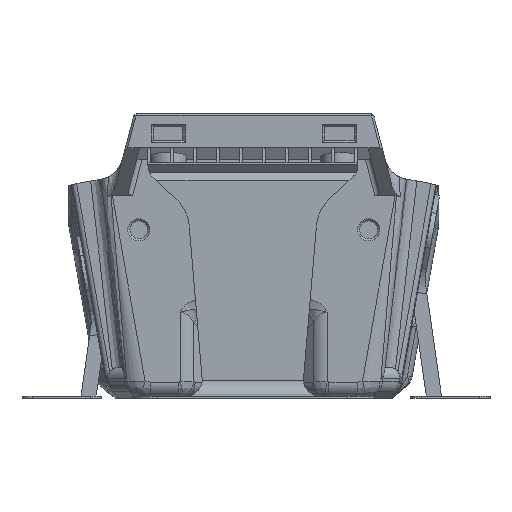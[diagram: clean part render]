
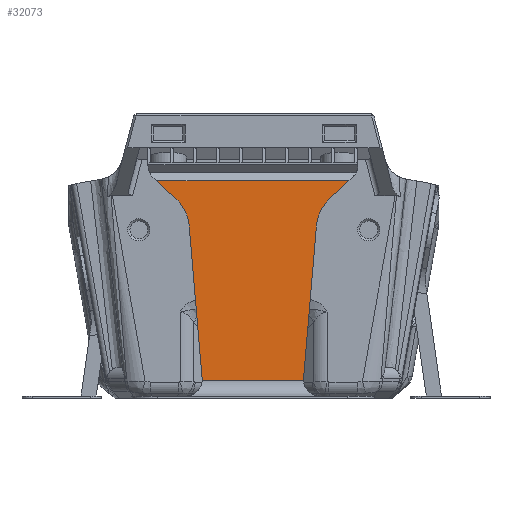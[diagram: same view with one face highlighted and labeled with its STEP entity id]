
A CAD part, front view. The second image highlights one B-rep face of the part: STEP entity #32073.
In plain terms, the highlighted planar face has unit normal (0, -1, 0).
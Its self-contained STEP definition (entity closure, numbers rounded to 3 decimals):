
#1936=CIRCLE('',#34756,3.);
#1937=CIRCLE('',#34757,3.);
#1938=CIRCLE('',#34758,8.);
#1939=CIRCLE('',#34759,8.);
#11078=ORIENTED_EDGE('',*,*,#16520,.T.);
#11079=ORIENTED_EDGE('',*,*,#16521,.T.);
#11080=ORIENTED_EDGE('',*,*,#16522,.T.);
#11081=ORIENTED_EDGE('',*,*,#16518,.F.);
#11082=ORIENTED_EDGE('',*,*,#16523,.T.);
#11083=ORIENTED_EDGE('',*,*,#16524,.T.);
#11084=ORIENTED_EDGE('',*,*,#16525,.F.);
#11085=ORIENTED_EDGE('',*,*,#16526,.F.);
#11086=ORIENTED_EDGE('',*,*,#16527,.T.);
#11087=ORIENTED_EDGE('',*,*,#16528,.T.);
#16518=EDGE_CURVE('',#19797,#19798,#22430,.T.);
#16520=EDGE_CURVE('',#19799,#19800,#1936,.T.);
#16521=EDGE_CURVE('',#19800,#19801,#22432,.F.);
#16522=EDGE_CURVE('',#19801,#19798,#1937,.T.);
#16523=EDGE_CURVE('',#19797,#19802,#1938,.T.);
#16524=EDGE_CURVE('',#19802,#19803,#22433,.T.);
#16525=EDGE_CURVE('',#19804,#19803,#22434,.T.);
#16526=EDGE_CURVE('',#19805,#19804,#22435,.T.);
#16527=EDGE_CURVE('',#19805,#19806,#1939,.T.);
#16528=EDGE_CURVE('',#19806,#19799,#22436,.T.);
#19797=VERTEX_POINT('',#61548);
#19798=VERTEX_POINT('',#61550);
#19799=VERTEX_POINT('',#61554);
#19800=VERTEX_POINT('',#61555);
#19801=VERTEX_POINT('',#61557);
#19802=VERTEX_POINT('',#61560);
#19803=VERTEX_POINT('',#61562);
#19804=VERTEX_POINT('',#61564);
#19805=VERTEX_POINT('',#61566);
#19806=VERTEX_POINT('',#61568);
#22430=LINE('',#61549,#25165);
#22432=LINE('',#61556,#25167);
#22433=LINE('',#61561,#25168);
#22434=LINE('',#61563,#25169);
#22435=LINE('',#61565,#25170);
#22436=LINE('',#61569,#25171);
#25165=VECTOR('',#42027,1000.);
#25167=VECTOR('',#42033,1000.);
#25168=VECTOR('',#42038,1000.);
#25169=VECTOR('',#42039,1000.);
#25170=VECTOR('',#42040,1000.);
#25171=VECTOR('',#42043,1000.);
#27382=EDGE_LOOP('',(#11078,#11079,#11080,#11081,#11082,#11083,#11084,#11085,
#11086,#11087));
#29309=FACE_BOUND('',#27382,.T.);
#30326=PLANE('',#34755);
#32073=ADVANCED_FACE('',(#29309),#30326,.F.);
#34755=AXIS2_PLACEMENT_3D('',#61552,#42029,#42030);
#34756=AXIS2_PLACEMENT_3D('',#61553,#42031,#42032);
#34757=AXIS2_PLACEMENT_3D('',#61558,#42034,#42035);
#34758=AXIS2_PLACEMENT_3D('',#61559,#42036,#42037);
#34759=AXIS2_PLACEMENT_3D('',#61567,#42041,#42042);
#42027=DIRECTION('',(-0.084,0.,-0.996));
#42029=DIRECTION('',(0.,1.,0.));
#42030=DIRECTION('',(0.,0.,1.));
#42031=DIRECTION('',(0.,1.,0.));
#42032=DIRECTION('',(0.,0.,1.));
#42033=DIRECTION('',(-1.,0.,0.));
#42034=DIRECTION('',(0.,1.,0.));
#42035=DIRECTION('',(0.,0.,1.));
#42036=DIRECTION('',(0.,1.,0.));
#42037=DIRECTION('',(0.,0.,1.));
#42038=DIRECTION('',(0.731,0.,0.682));
#42039=DIRECTION('',(1.,0.,0.));
#42040=DIRECTION('',(-0.731,0.,0.682));
#42041=DIRECTION('',(0.,1.,0.));
#42042=DIRECTION('',(0.,0.,1.));
#42043=DIRECTION('',(0.084,0.,-0.996));
#61548=CARTESIAN_POINT('',(11.856,-32.314,32.579));
#61549=CARTESIAN_POINT('',(36.482,-32.314,324.724));
#61550=CARTESIAN_POINT('',(9.418,-32.314,3.652));
#61552=CARTESIAN_POINT('',(0.,-32.314,327.8));
#61553=CARTESIAN_POINT('',(-12.767,-32.314,3.4));
#61554=CARTESIAN_POINT('',(-9.777,-32.314,3.652));
#61555=CARTESIAN_POINT('',(-9.767,-32.314,3.4));
#61556=CARTESIAN_POINT('',(9.143,-32.314,3.4));
#61557=CARTESIAN_POINT('',(9.407,-32.314,3.4));
#61558=CARTESIAN_POINT('',(12.407,-32.314,3.4));
#61559=CARTESIAN_POINT('',(19.828,-32.314,31.907));
#61560=CARTESIAN_POINT('',(14.372,-32.314,37.757));
#61561=CARTESIAN_POINT('',(16.736,-32.314,39.963));
#61562=CARTESIAN_POINT('',(17.982,-32.314,41.124));
#61563=CARTESIAN_POINT('',(-65.369,-32.314,41.124));
#61564=CARTESIAN_POINT('',(-18.341,-32.314,41.124));
#61565=CARTESIAN_POINT('',(-17.096,-32.314,39.963));
#61566=CARTESIAN_POINT('',(-14.731,-32.314,37.757));
#61567=CARTESIAN_POINT('',(-20.187,-32.314,31.907));
#61568=CARTESIAN_POINT('',(-12.216,-32.314,32.579));
#61569=CARTESIAN_POINT('',(-36.839,-32.314,324.694));
